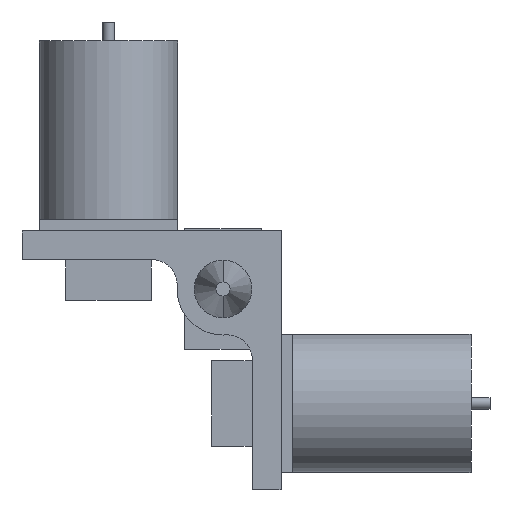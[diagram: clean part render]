
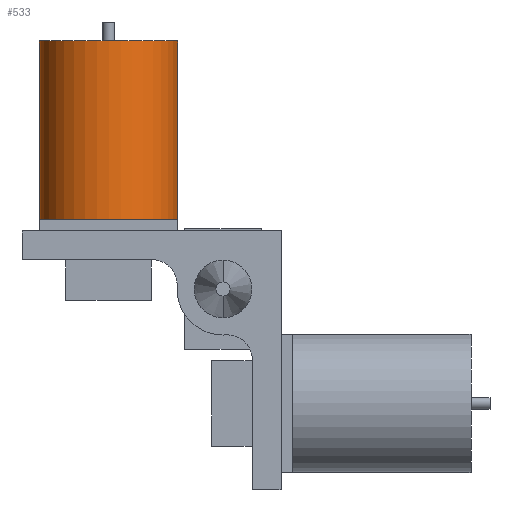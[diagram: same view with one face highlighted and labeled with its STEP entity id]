
A CAD part, front view. The second image highlights one B-rep face of the part: STEP entity #533.
In plain terms, the highlighted cylindrical face has radius 12 mm (diameter 24 mm), a partial arc.
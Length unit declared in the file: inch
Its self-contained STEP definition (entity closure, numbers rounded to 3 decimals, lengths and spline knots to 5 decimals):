
#23 = CYLINDRICAL_SURFACE ( 'NONE', #64, 0.47244 ) ;
#24 = CIRCLE ( 'NONE', #1066, 0.47244 ) ;
#64 = AXIS2_PLACEMENT_3D ( 'NONE', #791, #694, #534 ) ;
#87 = VERTEX_POINT ( 'NONE', #1146 ) ;
#165 = DIRECTION ( 'NONE',  ( 1., 0., 0. ) ) ;
#171 = LINE ( 'NONE', #441, #843 ) ;
#212 = DIRECTION ( 'NONE',  ( 1., 0., 0. ) ) ;
#215 = CARTESIAN_POINT ( 'NONE',  ( -0.61024, 0., -0.47244 ) ) ;
#290 = ORIENTED_EDGE ( 'NONE', *, *, #1469, .F. ) ;
#323 = EDGE_CURVE ( 'NONE', #1234, #1712, #1430, .T. ) ;
#345 = CARTESIAN_POINT ( 'NONE',  ( 0.61024, 0., 0. ) ) ;
#366 = VECTOR ( 'NONE', #1064, 39.37008 ) ;
#369 = CIRCLE ( 'NONE', #886, 0.47244 ) ;
#402 = ORIENTED_EDGE ( 'NONE', *, *, #901, .T. ) ;
#441 = CARTESIAN_POINT ( 'NONE',  ( 0.61024, 0., -0.47244 ) ) ;
#475 = DIRECTION ( 'NONE',  ( 0., 0., -1. ) ) ;
#481 = VERTEX_POINT ( 'NONE', #949 ) ;
#533 = ADVANCED_FACE ( 'NONE', ( #735 ), #23, .T. ) ;
#534 = DIRECTION ( 'NONE',  ( 0., 0., 1. ) ) ;
#649 = CARTESIAN_POINT ( 'NONE',  ( -0.61024, 0., 0.47244 ) ) ;
#694 = DIRECTION ( 'NONE',  ( -1., 0., 0. ) ) ;
#735 = FACE_OUTER_BOUND ( 'NONE', #1448, .T. ) ;
#783 = ORIENTED_EDGE ( 'NONE', *, *, #323, .T. ) ;
#791 = CARTESIAN_POINT ( 'NONE',  ( 0.61024, 0., 0. ) ) ;
#843 = VECTOR ( 'NONE', #1505, 39.37008 ) ;
#886 = AXIS2_PLACEMENT_3D ( 'NONE', #1010, #212, #1143 ) ;
#901 = EDGE_CURVE ( 'NONE', #1712, #481, #1212, .T. ) ;
#949 = CARTESIAN_POINT ( 'NONE',  ( -0.61024, -0.47244, 0. ) ) ;
#964 = CARTESIAN_POINT ( 'NONE',  ( -0.61024, 0., 0. ) ) ;
#1010 = CARTESIAN_POINT ( 'NONE',  ( -0.61024, 0., 0. ) ) ;
#1042 = EDGE_CURVE ( 'NONE', #87, #1229, #171, .T. ) ;
#1064 = DIRECTION ( 'NONE',  ( -1., 0., 0. ) ) ;
#1066 = AXIS2_PLACEMENT_3D ( 'NONE', #345, #1289, #475 ) ;
#1097 = DIRECTION ( 'NONE',  ( 0., 0., -1. ) ) ;
#1143 = DIRECTION ( 'NONE',  ( 0., 0., -1. ) ) ;
#1146 = CARTESIAN_POINT ( 'NONE',  ( 0.61024, 0., -0.47244 ) ) ;
#1169 = AXIS2_PLACEMENT_3D ( 'NONE', #964, #165, #1097 ) ;
#1212 = CIRCLE ( 'NONE', #1169, 0.47244 ) ;
#1229 = VERTEX_POINT ( 'NONE', #215 ) ;
#1234 = VERTEX_POINT ( 'NONE', #1410 ) ;
#1248 = ORIENTED_EDGE ( 'NONE', *, *, #1429, .T. ) ;
#1289 = DIRECTION ( 'NONE',  ( 1., 0., 0. ) ) ;
#1329 = ORIENTED_EDGE ( 'NONE', *, *, #1042, .F. ) ;
#1410 = CARTESIAN_POINT ( 'NONE',  ( 0.61024, 0., 0.47244 ) ) ;
#1429 = EDGE_CURVE ( 'NONE', #481, #1229, #369, .T. ) ;
#1430 = LINE ( 'NONE', #1550, #366 ) ;
#1448 = EDGE_LOOP ( 'NONE', ( #1329, #290, #783, #402, #1248 ) ) ;
#1469 = EDGE_CURVE ( 'NONE', #1234, #87, #24, .T. ) ;
#1505 = DIRECTION ( 'NONE',  ( -1., 0., 0. ) ) ;
#1550 = CARTESIAN_POINT ( 'NONE',  ( 0.61024, 0., 0.47244 ) ) ;
#1712 = VERTEX_POINT ( 'NONE', #649 ) ;
